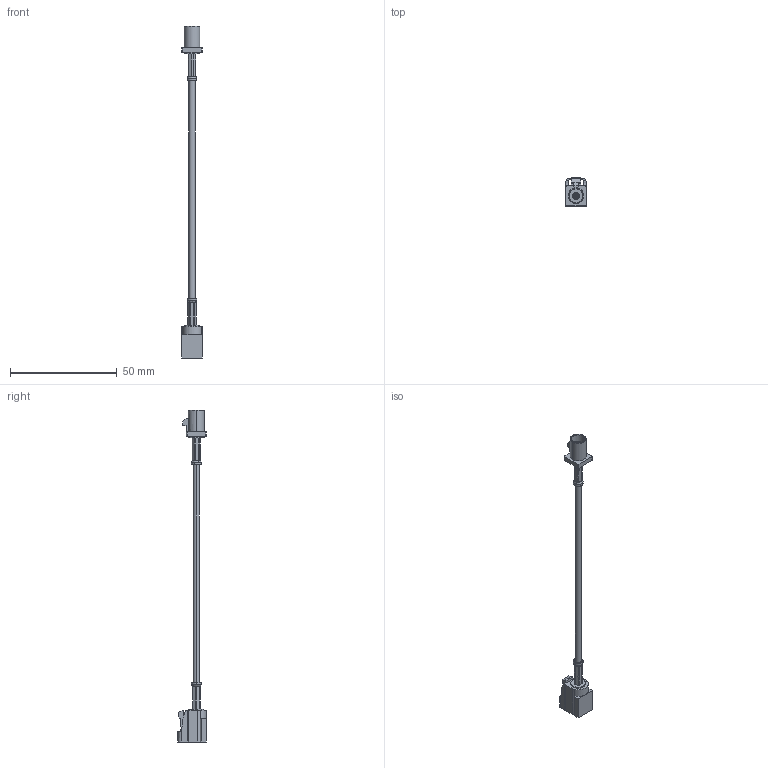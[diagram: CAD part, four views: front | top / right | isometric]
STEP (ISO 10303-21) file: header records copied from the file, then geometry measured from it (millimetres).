
FILE_DESCRIPTION (( 'STEP AP203' ), '1' );
FILE_NAME ('PE3C6042.step', '2020-09-09T16:38:52', ( '' ), ( '' ), 'SwSTEP 2.0', 'SolidWorks 2018', '' );
FILE_SCHEMA (( 'CONFIG_CONTROL_DESIGN' ));
Length unit declared in the file: inch
Products named in the file (4): RG316-DS^PE3C6042_RG-316DS; PE45176Z^PE3C6042_Z; PE3C6042; PE45525Z^PE3C6042_Crimped
Assembly tree (3 placements, depth 2):
  PE3C6042
    RG316-DS^PE3C6042_RG-316DS
    PE45525Z^PE3C6042_Crimped
    PE45176Z^PE3C6042_Z
Bounding box: 9.5 x 13.53 x 155.28 mm (x, y, z)
Volume: 2444.6 mm3; surface area: 4033.8 mm2
Topology: 6 solids, 6 shells, 2045 faces, 4516 edges, 2500 vertices
Faces by surface type: bspline 1382, cylinder 388, plane 248, cone 19, torus 8
Entity records: 131089 total; most frequent: CARTESIAN_POINT 101368, ORIENTED_EDGE 9032, EDGE_CURVE 4516, VERTEX_POINT 2500, DIRECTION 2374, EDGE_LOOP 2070, ADVANCED_FACE 2045, FACE_OUTER_BOUND 2045
